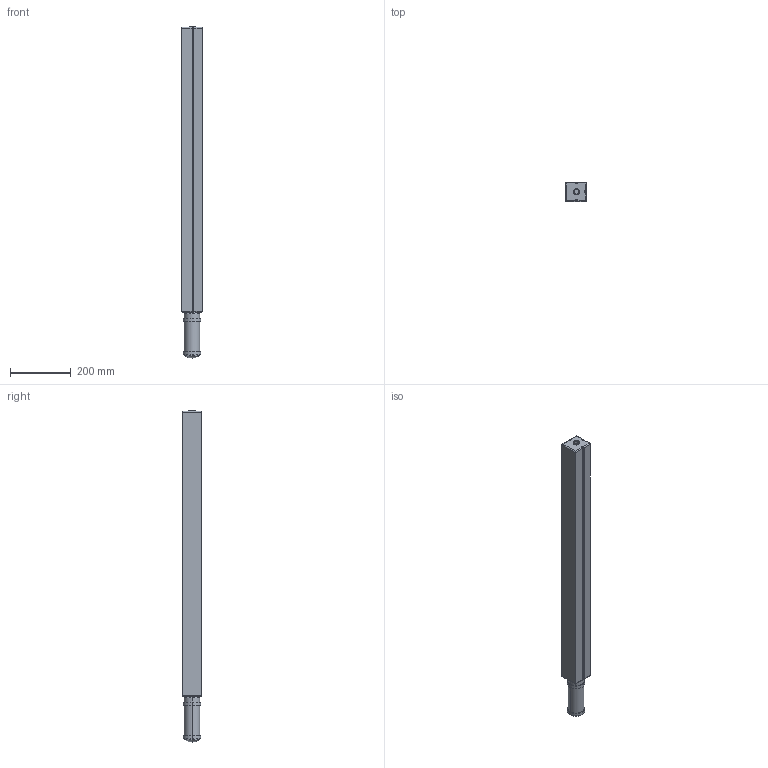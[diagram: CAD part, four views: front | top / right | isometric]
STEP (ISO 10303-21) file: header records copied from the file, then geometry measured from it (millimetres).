
FILE_DESCRIPTION((''),'2;1');
FILE_NAME('SLP10_RL_F300103A','2006-01-03T',('Pepperl+Fuchs'),('Industriehansa'),'PRO/ENGINEER BY PARAMETRIC TECHNOLOGY CORPORATION, 2005290','PRO/ENGINEER BY PARAMETRIC TECHNOLOGY CORPORATION, 2005290','');
FILE_SCHEMA(('AUTOMOTIVE_DESIGN_CC2 { 1 2 10303 214 -1 1 5 2 }'));
Length unit declared in the file: millimetre
Products named in the file (1): SLP10_RL_F300103A
Bounding box: 70 x 64 x 1091 mm (x, y, z)
Volume: 4411983.9 mm3; surface area: 333860.9 mm2
Topology: 1 solids, 1 shells, 83 faces, 235 edges, 182 vertices
Faces by surface type: plane 49, cylinder 30, cone 2, revolution 2
Entity records: 3670 total; most frequent: CARTESIAN_POINT 527, DIRECTION 447, ORIENTED_EDGE 416, PRESENTATION_STYLE_ASSIGNMENT 260, STYLED_ITEM 252, CURVE_STYLE 238, EDGE_CURVE 208, VECTOR 165
